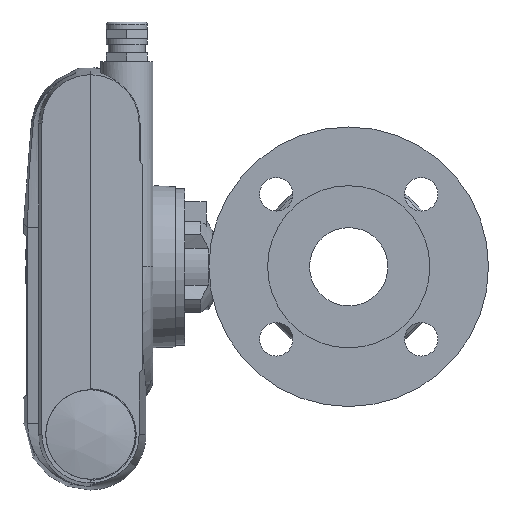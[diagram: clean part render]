
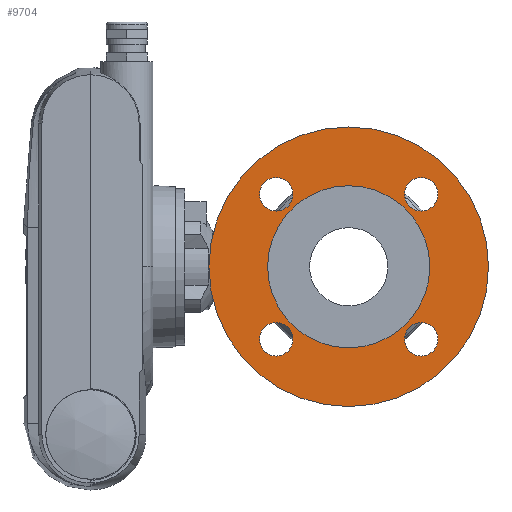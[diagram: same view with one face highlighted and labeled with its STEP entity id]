
A CAD part, left-side view. The second image highlights one B-rep face of the part: STEP entity #9704.
In plain terms, the highlighted planar face has unit normal (-1, 0, 0).
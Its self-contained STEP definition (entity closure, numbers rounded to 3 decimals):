
#2424 = CIRCLE ( 'NONE', #12518, 9. ) ;
#2708 = CIRCLE ( 'NONE', #9015, 9. ) ;
#2721 = CIRCLE ( 'NONE', #9020, 9. ) ;
#2753 = CIRCLE ( 'NONE', #9058, 75. ) ;
#2755 = CIRCLE ( 'NONE', #9072, 9. ) ;
#5561 = CARTESIAN_POINT ( 'NONE',  ( -64.805, -81.517, -10.543 ) ) ;
#5567 = PLANE ( 'NONE',  #12840 ) ;
#5570 = DIRECTION ( 'NONE',  ( -1., 0., 0. ) ) ;
#5571 = DIRECTION ( 'NONE',  ( 0., 0., -1. ) ) ;
#6483 = EDGE_CURVE ( 'NONE', #16745, #16745, #2424, .T. ) ;
#7579 = CARTESIAN_POINT ( 'NONE',  ( -64.805, -81.517, -10.543 ) ) ;
#7589 = DIRECTION ( 'NONE',  ( 1., 0., 0. ) ) ;
#7590 = DIRECTION ( 'NONE',  ( 0., 0., -1. ) ) ;
#8242 = EDGE_LOOP ( 'NONE', ( #9129 ) ) ;
#8245 = EDGE_LOOP ( 'NONE', ( #9122 ) ) ;
#8246 = EDGE_LOOP ( 'NONE', ( #9124 ) ) ;
#8248 = EDGE_LOOP ( 'NONE', ( #9125 ) ) ;
#8346 = EDGE_LOOP ( 'NONE', ( #9120 ) ) ;
#8391 = EDGE_LOOP ( 'NONE', ( #9127 ) ) ;
#8944 = AXIS2_PLACEMENT_3D ( 'NONE', #7579, #7589, #7590 ) ;
#9015 = AXIS2_PLACEMENT_3D ( 'NONE', #14546, #14548, #14549 ) ;
#9020 = AXIS2_PLACEMENT_3D ( 'NONE', #14612, #14613, #14614 ) ;
#9058 = AXIS2_PLACEMENT_3D ( 'NONE', #14763, #14766, #14767 ) ;
#9072 = AXIS2_PLACEMENT_3D ( 'NONE', #14761, #14769, #14770 ) ;
#9120 = ORIENTED_EDGE ( 'NONE', *, *, #6483, .F. ) ;
#9122 = ORIENTED_EDGE ( 'NONE', *, *, #11955, .F. ) ;
#9124 = ORIENTED_EDGE ( 'NONE', *, *, #11981, .F. ) ;
#9125 = ORIENTED_EDGE ( 'NONE', *, *, #11942, .F. ) ;
#9127 = ORIENTED_EDGE ( 'NONE', *, *, #11980, .F. ) ;
#9129 = ORIENTED_EDGE ( 'NONE', *, *, #11837, .T. ) ;
#9704 = ADVANCED_FACE ( 'NONE', ( #13476, #13482, #13484, #13486, #13480, #13474 ), #5567, .T. ) ;
#11837 = EDGE_CURVE ( 'NONE', #16825, #16825, #14224, .T. ) ;
#11942 = EDGE_CURVE ( 'NONE', #16845, #16845, #2708, .T. ) ;
#11955 = EDGE_CURVE ( 'NONE', #16861, #16861, #2721, .T. ) ;
#11980 = EDGE_CURVE ( 'NONE', #16871, #16871, #2753, .T. ) ;
#11981 = EDGE_CURVE ( 'NONE', #16873, #16873, #2755, .T. ) ;
#12518 = AXIS2_PLACEMENT_3D ( 'NONE', #17153, #17155, #17168 ) ;
#12840 = AXIS2_PLACEMENT_3D ( 'NONE', #5561, #5570, #5571 ) ;
#13474 = FACE_BOUND ( 'NONE', #8242, .T. ) ;
#13476 = FACE_BOUND ( 'NONE', #8346, .T. ) ;
#13480 = FACE_OUTER_BOUND ( 'NONE', #8391, .T. ) ;
#13482 = FACE_BOUND ( 'NONE', #8245, .T. ) ;
#13484 = FACE_BOUND ( 'NONE', #8246, .T. ) ;
#13486 = FACE_BOUND ( 'NONE', #8248, .T. ) ;
#14224 = CIRCLE ( 'NONE', #8944, 43.5 ) ;
#14546 = CARTESIAN_POINT ( 'NONE',  ( -64.805, -42.626, -49.434 ) ) ;
#14548 = DIRECTION ( 'NONE',  ( -1., 0., 0. ) ) ;
#14549 = DIRECTION ( 'NONE',  ( 0., 0., 1. ) ) ;
#14612 = CARTESIAN_POINT ( 'NONE',  ( -64.805, -120.408, 28.348 ) ) ;
#14613 = DIRECTION ( 'NONE',  ( -1., 0., 0. ) ) ;
#14614 = DIRECTION ( 'NONE',  ( 0., 0., 1. ) ) ;
#14761 = CARTESIAN_POINT ( 'NONE',  ( -64.805, -120.408, -49.434 ) ) ;
#14763 = CARTESIAN_POINT ( 'NONE',  ( -64.805, -81.517, -10.543 ) ) ;
#14766 = DIRECTION ( 'NONE',  ( 1., 0., 0. ) ) ;
#14767 = DIRECTION ( 'NONE',  ( 0., 0., -1. ) ) ;
#14769 = DIRECTION ( 'NONE',  ( -1., 0., 0. ) ) ;
#14770 = DIRECTION ( 'NONE',  ( 0., 0., 1. ) ) ;
#16745 = VERTEX_POINT ( 'NONE', #16746 ) ;
#16746 = CARTESIAN_POINT ( 'NONE',  ( -64.805, -42.626, 37.348 ) ) ;
#16825 = VERTEX_POINT ( 'NONE', #16826 ) ;
#16826 = CARTESIAN_POINT ( 'NONE',  ( -64.805, -81.517, -54.043 ) ) ;
#16845 = VERTEX_POINT ( 'NONE', #16846 ) ;
#16846 = CARTESIAN_POINT ( 'NONE',  ( -64.805, -42.626, -40.434 ) ) ;
#16861 = VERTEX_POINT ( 'NONE', #16862 ) ;
#16862 = CARTESIAN_POINT ( 'NONE',  ( -64.805, -120.408, 37.348 ) ) ;
#16871 = VERTEX_POINT ( 'NONE', #16872 ) ;
#16872 = CARTESIAN_POINT ( 'NONE',  ( -64.805, -81.517, -85.543 ) ) ;
#16873 = VERTEX_POINT ( 'NONE', #16874 ) ;
#16874 = CARTESIAN_POINT ( 'NONE',  ( -64.805, -120.408, -40.434 ) ) ;
#17153 = CARTESIAN_POINT ( 'NONE',  ( -64.805, -42.626, 28.348 ) ) ;
#17155 = DIRECTION ( 'NONE',  ( -1., 0., 0. ) ) ;
#17168 = DIRECTION ( 'NONE',  ( 0., 0., 1. ) ) ;
